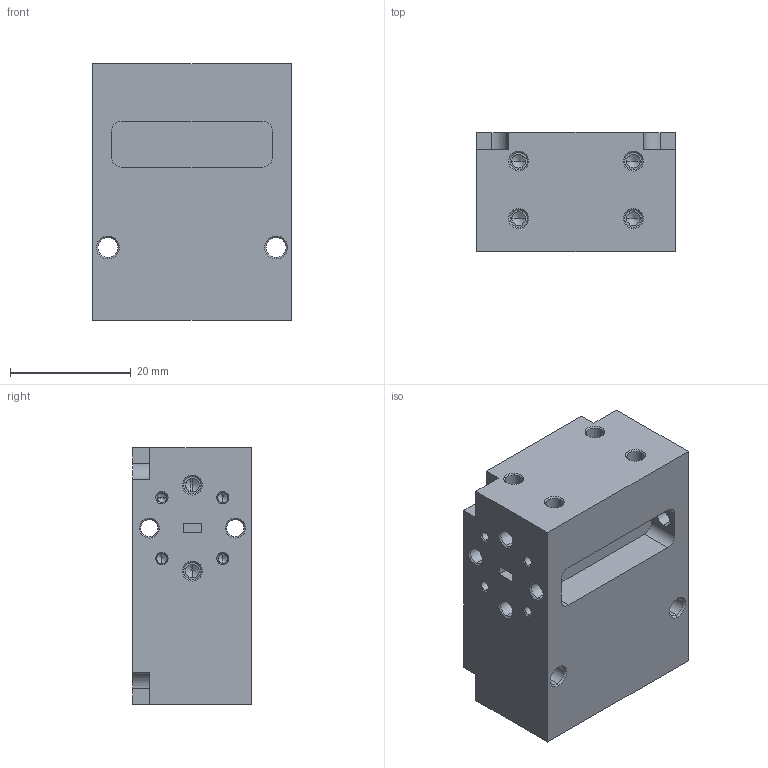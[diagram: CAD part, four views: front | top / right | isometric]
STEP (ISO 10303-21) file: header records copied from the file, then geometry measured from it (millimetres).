
FILE_DESCRIPTION(('STEP AP214'),'1');
FILE_NAME('WR-12 Power Amplifierr Solid Model WR-12.step','2018-07-26T18:02:14',(' '),('ANSOFT Corporation'),'Spatial InterOp 3D',' ',' ');
FILE_SCHEMA(('automotive_design'));
Length unit declared in the file: millimetre
Products named in the file (1): BossExtrude2
Bounding box: 33.02 x 19.68 x 42.55 mm (x, y, z)
Volume: 23839.8 mm3; surface area: 8265.1 mm2
Topology: 1 solids, 3 shells, 324 faces, 749 edges, 428 vertices
Faces by surface type: cone 143, cylinder 122, plane 59
Entity records: 11448 total; most frequent: DIRECTION 1690, CARTESIAN_POINT 1467, ORIENTED_EDGE 1402, EDGE_CURVE 701, AXIS2_PLACEMENT_3D 665, VERTEX_POINT 428, EDGE_LOOP 381, LINE 360
